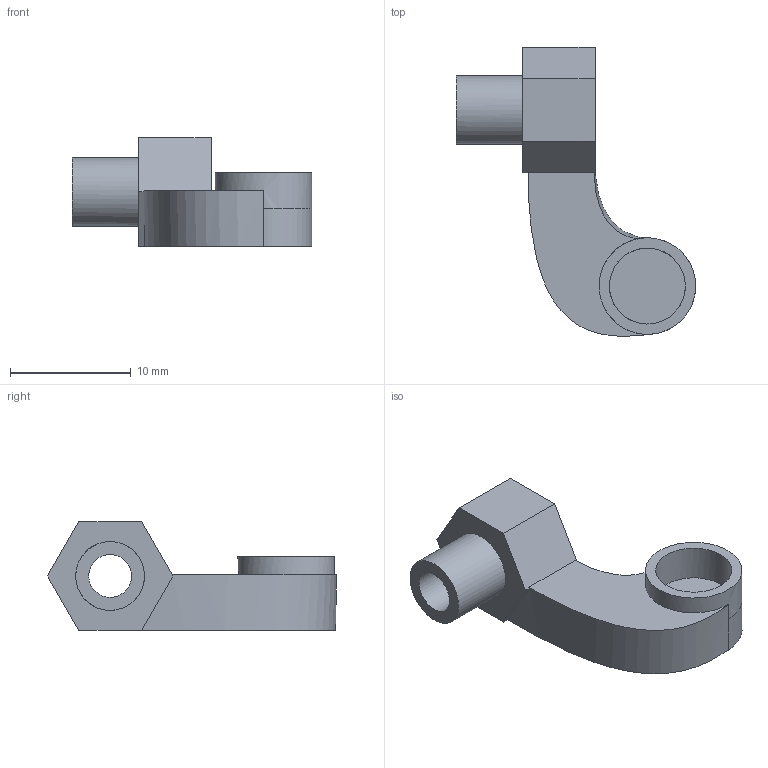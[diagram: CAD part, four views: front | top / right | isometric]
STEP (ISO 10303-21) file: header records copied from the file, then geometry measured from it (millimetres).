
FILE_DESCRIPTION(/* description */ (''),/* implementation_level */ '2;1');
FILE_NAME(/* name */ 'Camera triger magnet holder',/* time_stamp */ '2022-03-29T17:31:56+02:00',/* author */ (''),/* organization */ (''),/* preprocessor_version */ 'ST-DEVELOPER v16.5',/* originating_system */ '',/* authorisation */ '');
FILE_SCHEMA (('CONFIG_CONTROL_DESIGN','CONFIG_CONTROL_DESIGN'));
Length unit declared in the file: millimetre
Products named in the file (1): Document
Bounding box: 19.84 x 23.97 x 9 mm (x, y, z)
Volume: 956.1 mm3; surface area: 1083.4 mm2
Topology: 1 solids, 1 shells, 30 faces, 68 edges, 43 vertices
Faces by surface type: bspline 30
Entity records: 1894 total; most frequent: CARTESIAN_POINT 941, B_SPLINE_CURVE_WITH_KNOTS 155, ORIENTED_EDGE 136, PCURVE 136, DEFINITIONAL_REPRESENTATION 136, SURFACE_CURVE 68, EDGE_CURVE 68, VERTEX_POINT 43
